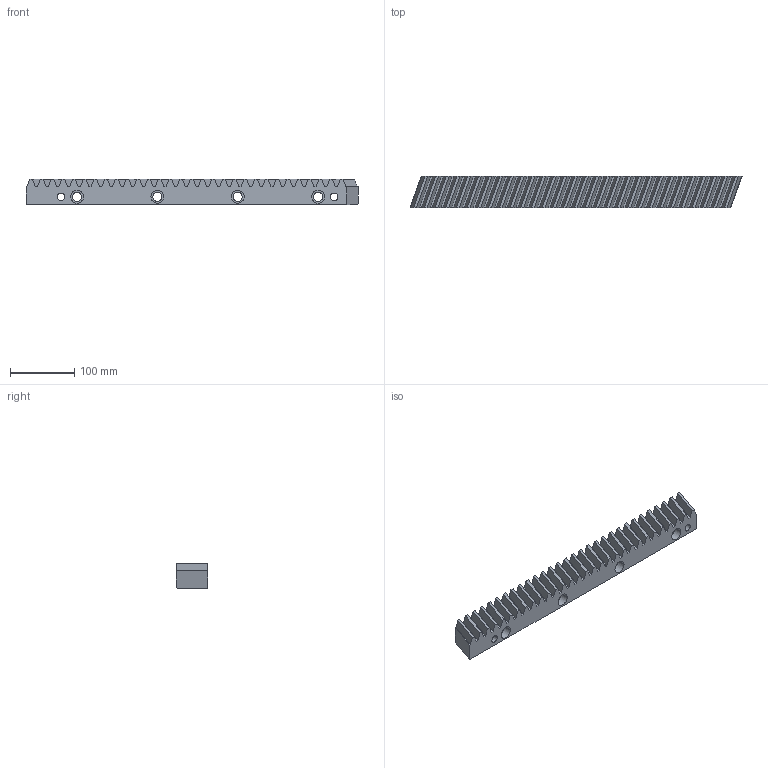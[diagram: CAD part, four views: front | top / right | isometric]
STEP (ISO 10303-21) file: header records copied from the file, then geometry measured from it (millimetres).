
FILE_DESCRIPTION(('STEP AP214'),'1');
FILE_NAME('143-050-405.stp','2017-10-09T08:05:04',('TraceParts'),('TraceParts S.A.'),'Spatial InterOp 3D',' ',' ');
FILE_SCHEMA(('automotive_design'));
Length unit declared in the file: millimetre
Products named in the file (1): 143-050-405
Bounding box: 516.51 x 49 x 39 mm (x, y, z)
Volume: 774455.5 mm3; surface area: 120978.6 mm2
Topology: 1 solids, 1 shells, 151 faces, 435 edges, 290 vertices
Faces by surface type: plane 131, cylinder 20
Entity records: 6146 total; most frequent: CARTESIAN_POINT 877, ORIENTED_EDGE 870, DIRECTION 779, EDGE_CURVE 435, LINE 395, VECTOR 395, VERTEX_POINT 290, AXIS2_PLACEMENT_3D 192
